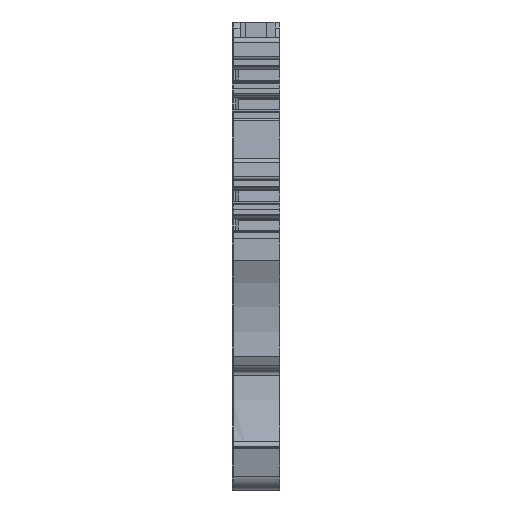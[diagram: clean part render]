
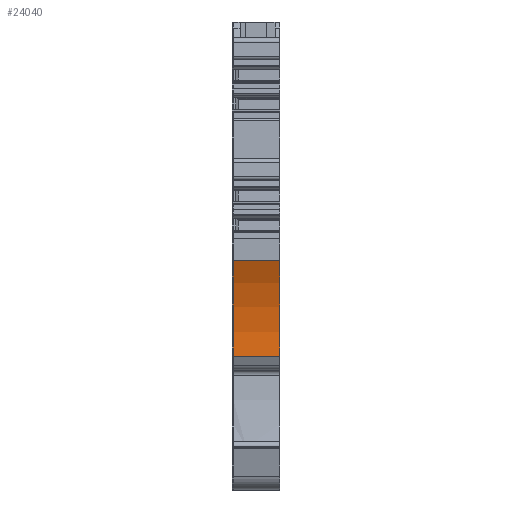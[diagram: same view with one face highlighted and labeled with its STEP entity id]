
A CAD part, front view. The second image highlights one B-rep face of the part: STEP entity #24040.
In plain terms, the highlighted cylindrical face has radius 19 mm (diameter 38 mm), a partial arc.
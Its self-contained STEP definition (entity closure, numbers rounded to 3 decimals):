
#13913=AXIS2_PLACEMENT_3D('Circle Axis2P3D',#13911,#13912,$) ;
#24020=AXIS2_PLACEMENT_3D('Cylinder Axis2P3D',#24017,#24018,#24019) ;
#24024=AXIS2_PLACEMENT_3D('Circle Axis2P3D',#24022,#24023,$) ;
#13908=CARTESIAN_POINT('Vertex',(5.1,0.,24.75)) ;
#13911=CARTESIAN_POINT('Axis2P3D Location',(5.1,-17.068,16.402)) ;
#13915=CARTESIAN_POINT('Vertex',(5.1,1.829,14.423)) ;
#24002=CARTESIAN_POINT('Vertex',(0.1,1.829,14.423)) ;
#24005=CARTESIAN_POINT('Line Origine',(2.6,1.829,14.423)) ;
#24017=CARTESIAN_POINT('Axis2P3D Location',(2.55,-17.068,16.402)) ;
#24022=CARTESIAN_POINT('Axis2P3D Location',(0.1,-17.068,16.402)) ;
#24026=CARTESIAN_POINT('Vertex',(0.1,0.,24.75)) ;
#24029=CARTESIAN_POINT('Line Origine',(5.1,0.,24.75)) ;
#13912=DIRECTION('Axis2P3D Direction',(1.,0.,0.)) ;
#24006=DIRECTION('Vector Direction',(1.,0.,0.)) ;
#24018=DIRECTION('Axis2P3D Direction',(1.,0.,0.)) ;
#24019=DIRECTION('Axis2P3D XDirection',(0.,0.988,-0.154)) ;
#24023=DIRECTION('Axis2P3D Direction',(1.,0.,0.)) ;
#24030=DIRECTION('Vector Direction',(1.,0.,0.)) ;
#24007=VECTOR('Line Direction',#24006,1.) ;
#24031=VECTOR('Line Direction',#24030,1.) ;
#24035=ORIENTED_EDGE('',*,*,#24028,.T.) ;
#24036=ORIENTED_EDGE('',*,*,#24009,.T.) ;
#24037=ORIENTED_EDGE('',*,*,#13917,.F.) ;
#24038=ORIENTED_EDGE('',*,*,#24033,.F.) ;
#24040=ADVANCED_FACE('KLTR-ZDK2-5_3AN_PE-GN',(#24039),#24021,.F.) ;
#13914=CIRCLE('generated circle',#13913,19.) ;
#24025=CIRCLE('generated circle',#24024,19.) ;
#24021=CYLINDRICAL_SURFACE('generated cylinder',#24020,19.) ;
#13917=EDGE_CURVE('',#13909,#13916,#13914,.F.) ;
#24009=EDGE_CURVE('',#24003,#13916,#24008,.T.) ;
#24028=EDGE_CURVE('',#24027,#24003,#24025,.F.) ;
#24033=EDGE_CURVE('',#24027,#13909,#24032,.T.) ;
#24034=EDGE_LOOP('',(#24035,#24036,#24037,#24038)) ;
#24039=FACE_OUTER_BOUND('',#24034,.T.) ;
#24008=LINE('Line',#24005,#24007) ;
#24032=LINE('Line',#24029,#24031) ;
#13909=VERTEX_POINT('',#13908) ;
#13916=VERTEX_POINT('',#13915) ;
#24003=VERTEX_POINT('',#24002) ;
#24027=VERTEX_POINT('',#24026) ;
